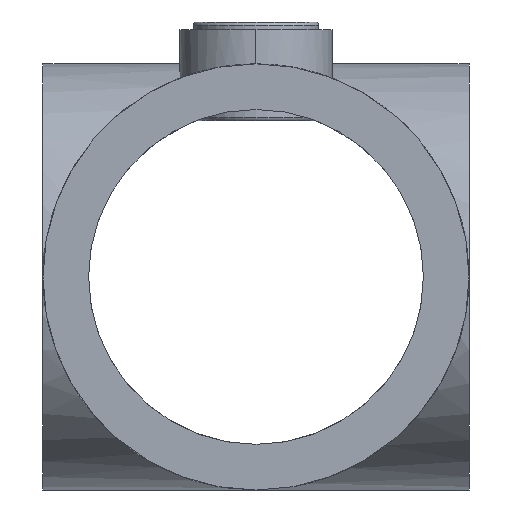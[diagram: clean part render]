
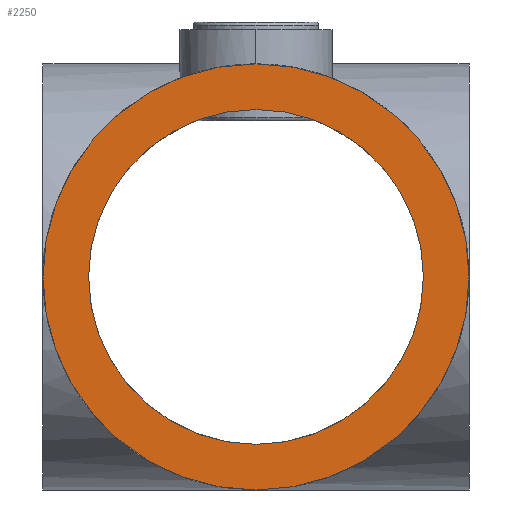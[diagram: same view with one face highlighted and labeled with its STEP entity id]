
A CAD part, left-side view. The second image highlights one B-rep face of the part: STEP entity #2250.
In plain terms, the highlighted planar face has unit normal (-1, 0, 0).
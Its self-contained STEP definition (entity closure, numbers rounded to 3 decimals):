
#44 = ORIENTED_EDGE ( 'NONE', *, *, #1959, .F. ) ;
#165 = AXIS2_PLACEMENT_3D ( 'NONE', #1728, #1719, #1711 ) ;
#196 = CIRCLE ( 'NONE', #2018, 28. ) ;
#241 = FACE_BOUND ( 'NONE', #2254, .T. ) ;
#243 = FACE_OUTER_BOUND ( 'NONE', #1362, .T. ) ;
#262 = EDGE_CURVE ( 'NONE', #1466, #1446, #459, .T. ) ;
#393 = CIRCLE ( 'NONE', #869, 28. ) ;
#459 = CIRCLE ( 'NONE', #649, 22. ) ;
#511 = DIRECTION ( 'NONE',  ( 0., 0., -1. ) ) ;
#529 = DIRECTION ( 'NONE',  ( 1., 0., 0. ) ) ;
#571 = CARTESIAN_POINT ( 'NONE',  ( -60., 0., 0. ) ) ;
#582 = CIRCLE ( 'NONE', #165, 22. ) ;
#624 = CARTESIAN_POINT ( 'NONE',  ( -60., 0., -28. ) ) ;
#649 = AXIS2_PLACEMENT_3D ( 'NONE', #571, #529, #511 ) ;
#683 = DIRECTION ( 'NONE',  ( 1., 0., 0. ) ) ;
#869 = AXIS2_PLACEMENT_3D ( 'NONE', #1331, #1320, #1167 ) ;
#1167 = DIRECTION ( 'NONE',  ( 0., 0., -1. ) ) ;
#1313 = DIRECTION ( 'NONE',  ( 0., 0., -1. ) ) ;
#1320 = DIRECTION ( 'NONE',  ( 1., 0., 0. ) ) ;
#1331 = CARTESIAN_POINT ( 'NONE',  ( -60., 0., 0. ) ) ;
#1362 = EDGE_LOOP ( 'NONE', ( #1489, #44 ) ) ;
#1446 = VERTEX_POINT ( 'NONE', #1782 ) ;
#1456 = EDGE_CURVE ( 'NONE', #1446, #1466, #582, .T. ) ;
#1466 = VERTEX_POINT ( 'NONE', #1777 ) ;
#1478 = VERTEX_POINT ( 'NONE', #1740 ) ;
#1489 = ORIENTED_EDGE ( 'NONE', *, *, #2355, .F. ) ;
#1642 = VERTEX_POINT ( 'NONE', #624 ) ;
#1644 = ORIENTED_EDGE ( 'NONE', *, *, #262, .T. ) ;
#1711 = DIRECTION ( 'NONE',  ( 0., 0., -1. ) ) ;
#1719 = DIRECTION ( 'NONE',  ( 1., 0., 0. ) ) ;
#1728 = CARTESIAN_POINT ( 'NONE',  ( -60., 0., 0. ) ) ;
#1740 = CARTESIAN_POINT ( 'NONE',  ( -60., 0., 28. ) ) ;
#1777 = CARTESIAN_POINT ( 'NONE',  ( -60., 0., -22. ) ) ;
#1782 = CARTESIAN_POINT ( 'NONE',  ( -60., 0., 22. ) ) ;
#1793 = ORIENTED_EDGE ( 'NONE', *, *, #1456, .T. ) ;
#1869 = CARTESIAN_POINT ( 'NONE',  ( -60., 0., 0. ) ) ;
#1959 = EDGE_CURVE ( 'NONE', #1642, #1478, #393, .T. ) ;
#2012 = AXIS2_PLACEMENT_3D ( 'NONE', #2086, #2391, #1313 ) ;
#2018 = AXIS2_PLACEMENT_3D ( 'NONE', #1869, #683, #2069 ) ;
#2069 = DIRECTION ( 'NONE',  ( 0., 0., -1. ) ) ;
#2086 = CARTESIAN_POINT ( 'NONE',  ( -60., 0., 0. ) ) ;
#2233 = PLANE ( 'NONE',  #2012 ) ;
#2250 = ADVANCED_FACE ( 'NONE', ( #243, #241 ), #2233, .F. ) ;
#2254 = EDGE_LOOP ( 'NONE', ( #1793, #1644 ) ) ;
#2355 = EDGE_CURVE ( 'NONE', #1478, #1642, #196, .T. ) ;
#2391 = DIRECTION ( 'NONE',  ( 1., 0., 0. ) ) ;
